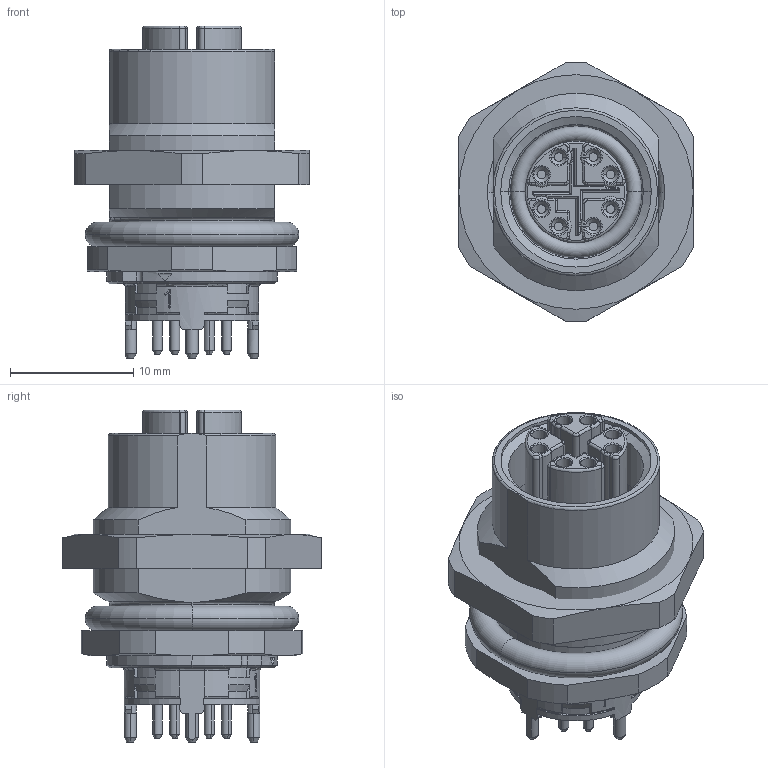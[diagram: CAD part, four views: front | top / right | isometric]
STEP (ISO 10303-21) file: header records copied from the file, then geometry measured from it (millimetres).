
FILE_DESCRIPTION (( 'STEP AP214' ), '1' );
FILE_NAME ('REC-M128XFF_3D.STEP', '2021-11-05T20:07:04', ( '' ), ( '' ), 'SwSTEP 2.0', 'SolidWorks 2021', '' );
FILE_SCHEMA (( 'AUTOMOTIVE_DESIGN' ));
Length unit declared in the file: millimetre
Products named in the file (1): REC-M128XFF_3D
Bounding box: 19 x 20.99 x 26.9 mm (x, y, z)
Volume: 3715.7 mm3; surface area: 3512.1 mm2
Topology: 4 solids, 4 shells, 533 faces, 1294 edges, 795 vertices
Faces by surface type: cylinder 191, plane 176, cone 75, torus 72, bspline 17, sphere 2
Entity records: 16790 total; most frequent: CARTESIAN_POINT 4225, DIRECTION 2726, ORIENTED_EDGE 2584, EDGE_CURVE 1292, AXIS2_PLACEMENT_3D 1079, VERTEX_POINT 795, LINE 568, VECTOR 568
